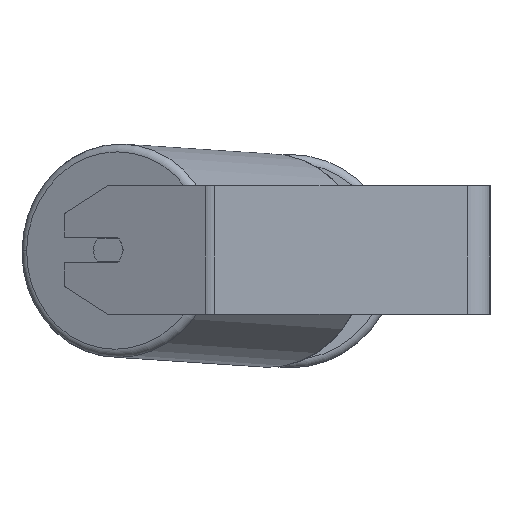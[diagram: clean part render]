
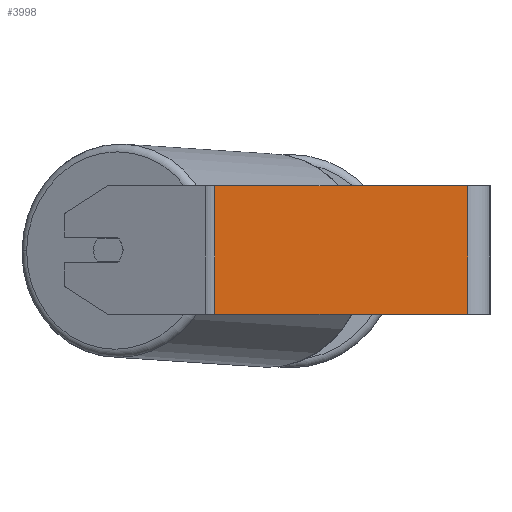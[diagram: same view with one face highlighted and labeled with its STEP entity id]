
A CAD part, left-side view. The second image highlights one B-rep face of the part: STEP entity #3998.
In plain terms, the highlighted planar face has unit normal (-1, 0, 0).
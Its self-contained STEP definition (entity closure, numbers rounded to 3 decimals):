
#485 = LINE ( 'NONE', #4658, #6692 ) ;
#590 = VERTEX_POINT ( 'NONE', #993 ) ;
#594 = LINE ( 'NONE', #8125, #1612 ) ;
#993 = CARTESIAN_POINT ( 'NONE',  ( -400., 14., 40. ) ) ;
#1033 = ORIENTED_EDGE ( 'NONE', *, *, #6068, .F. ) ;
#1055 = PLANE ( 'NONE',  #7589 ) ;
#1256 = VERTEX_POINT ( 'NONE', #3646 ) ;
#1265 = CARTESIAN_POINT ( 'NONE',  ( -400., 14., -40. ) ) ;
#1357 = EDGE_CURVE ( 'NONE', #1256, #590, #485, .T. ) ;
#1612 = VECTOR ( 'NONE', #6004, 1000. ) ;
#1894 = DIRECTION ( 'NONE',  ( 0., 0., -1. ) ) ;
#2100 = LINE ( 'NONE', #6167, #4893 ) ;
#2586 = LINE ( 'NONE', #8638, #2615 ) ;
#2615 = VECTOR ( 'NONE', #3248, 1000. ) ;
#3248 = DIRECTION ( 'NONE',  ( 0., 0., -1. ) ) ;
#3289 = ORIENTED_EDGE ( 'NONE', *, *, #4471, .T. ) ;
#3646 = CARTESIAN_POINT ( 'NONE',  ( -400., 171.504, 40. ) ) ;
#3748 = EDGE_LOOP ( 'NONE', ( #3289, #1033, #6122, #5845 ) ) ;
#3829 = VERTEX_POINT ( 'NONE', #8229 ) ;
#3998 = ADVANCED_FACE ( 'NONE', ( #6415 ), #1055, .F. ) ;
#4437 = VERTEX_POINT ( 'NONE', #1265 ) ;
#4471 = EDGE_CURVE ( 'NONE', #3829, #4437, #594, .T. ) ;
#4658 = CARTESIAN_POINT ( 'NONE',  ( -400., 174.608, 40. ) ) ;
#4893 = VECTOR ( 'NONE', #7490, 1000. ) ;
#5845 = ORIENTED_EDGE ( 'NONE', *, *, #6903, .T. ) ;
#6004 = DIRECTION ( 'NONE',  ( 0., -1., 0. ) ) ;
#6068 = EDGE_CURVE ( 'NONE', #590, #4437, #2586, .T. ) ;
#6122 = ORIENTED_EDGE ( 'NONE', *, *, #1357, .F. ) ;
#6167 = CARTESIAN_POINT ( 'NONE',  ( -400., 171.504, 40. ) ) ;
#6415 = FACE_OUTER_BOUND ( 'NONE', #3748, .T. ) ;
#6692 = VECTOR ( 'NONE', #7892, 1000. ) ;
#6903 = EDGE_CURVE ( 'NONE', #1256, #3829, #2100, .T. ) ;
#7490 = DIRECTION ( 'NONE',  ( 0., 0., -1. ) ) ;
#7589 = AXIS2_PLACEMENT_3D ( 'NONE', #7826, #8449, #1894 ) ;
#7826 = CARTESIAN_POINT ( 'NONE',  ( -400., 174.608, 40. ) ) ;
#7892 = DIRECTION ( 'NONE',  ( 0., -1., 0. ) ) ;
#8125 = CARTESIAN_POINT ( 'NONE',  ( -400., 174.608, -40. ) ) ;
#8229 = CARTESIAN_POINT ( 'NONE',  ( -400., 171.504, -40. ) ) ;
#8449 = DIRECTION ( 'NONE',  ( 1., 0., 0. ) ) ;
#8638 = CARTESIAN_POINT ( 'NONE',  ( -400., 14., 40. ) ) ;
